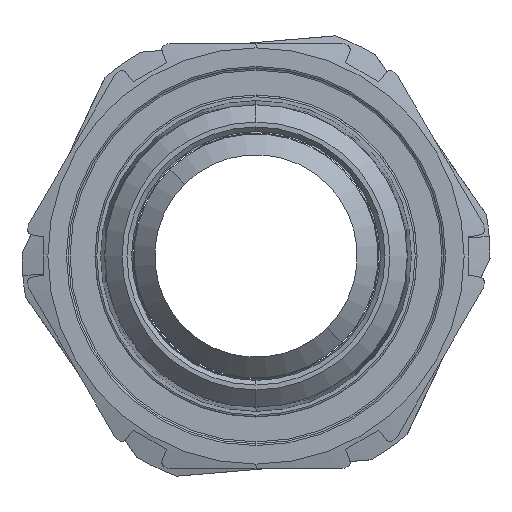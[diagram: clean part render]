
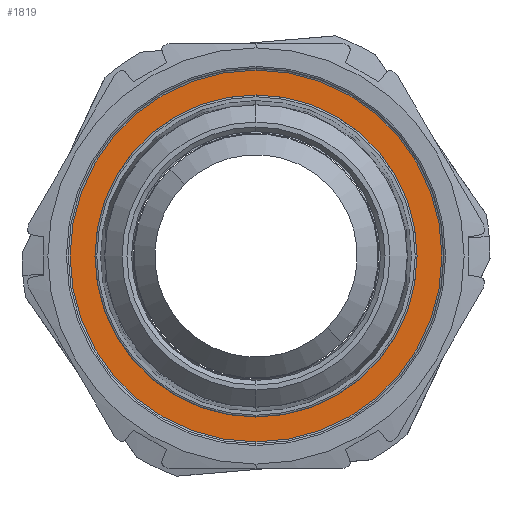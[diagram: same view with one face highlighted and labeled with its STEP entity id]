
A CAD part, left-side view. The second image highlights one B-rep face of the part: STEP entity #1819.
In plain terms, the highlighted planar face has unit normal (-1, 0, 0).
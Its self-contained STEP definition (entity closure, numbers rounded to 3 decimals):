
#3 = EDGE_LOOP ( 'NONE', ( #26, #2432 ) ) ;
#26 = ORIENTED_EDGE ( 'NONE', *, *, #3549, .T. ) ;
#85 = AXIS2_PLACEMENT_3D ( 'NONE', #2500, #1880, #910 ) ;
#130 = DIRECTION ( 'NONE',  ( 0., 0., 1. ) ) ;
#156 = AXIS2_PLACEMENT_3D ( 'NONE', #4022, #1743, #130 ) ;
#399 = CARTESIAN_POINT ( 'NONE',  ( 27.4, 0., 20.1 ) ) ;
#543 = AXIS2_PLACEMENT_3D ( 'NONE', #2254, #1011, #2893 ) ;
#726 = EDGE_LOOP ( 'NONE', ( #1588, #1314 ) ) ;
#823 = DIRECTION ( 'NONE',  ( -1., 0., 0. ) ) ;
#869 = CARTESIAN_POINT ( 'NONE',  ( 27.4, 0., 0. ) ) ;
#884 = EDGE_CURVE ( 'NONE', #2281, #1916, #2772, .T. ) ;
#910 = DIRECTION ( 'NONE',  ( 0., 0., 1. ) ) ;
#1011 = DIRECTION ( 'NONE',  ( -1., 0., 0. ) ) ;
#1113 = CARTESIAN_POINT ( 'NONE',  ( 27.4, 0., 17.352 ) ) ;
#1314 = ORIENTED_EDGE ( 'NONE', *, *, #2538, .T. ) ;
#1588 = ORIENTED_EDGE ( 'NONE', *, *, #1718, .T. ) ;
#1718 = EDGE_CURVE ( 'NONE', #3006, #2869, #4060, .T. ) ;
#1743 = DIRECTION ( 'NONE',  ( 1., 0., 0. ) ) ;
#1819 = ADVANCED_FACE ( 'NONE', ( #2238, #3390 ), #3572, .T. ) ;
#1880 = DIRECTION ( 'NONE',  ( -1., 0., 0. ) ) ;
#1916 = VERTEX_POINT ( 'NONE', #399 ) ;
#2052 = CARTESIAN_POINT ( 'NONE',  ( 27.4, 0., -17.352 ) ) ;
#2238 = FACE_BOUND ( 'NONE', #726, .T. ) ;
#2254 = CARTESIAN_POINT ( 'NONE',  ( 27.4, 17.117, 0. ) ) ;
#2281 = VERTEX_POINT ( 'NONE', #4095 ) ;
#2432 = ORIENTED_EDGE ( 'NONE', *, *, #884, .T. ) ;
#2500 = CARTESIAN_POINT ( 'NONE',  ( 27.4, 0., 0. ) ) ;
#2538 = EDGE_CURVE ( 'NONE', #2869, #3006, #3611, .T. ) ;
#2544 = CIRCLE ( 'NONE', #85, 20.1 ) ;
#2772 = CIRCLE ( 'NONE', #3445, 20.1 ) ;
#2784 = DIRECTION ( 'NONE',  ( 0., 0., 1. ) ) ;
#2829 = CARTESIAN_POINT ( 'NONE',  ( 27.4, 0., 0. ) ) ;
#2869 = VERTEX_POINT ( 'NONE', #2052 ) ;
#2893 = DIRECTION ( 'NONE',  ( 0., 0., 1. ) ) ;
#3006 = VERTEX_POINT ( 'NONE', #1113 ) ;
#3159 = DIRECTION ( 'NONE',  ( 1., 0., 0. ) ) ;
#3193 = DIRECTION ( 'NONE',  ( 0., 0., 1. ) ) ;
#3390 = FACE_OUTER_BOUND ( 'NONE', #3, .T. ) ;
#3445 = AXIS2_PLACEMENT_3D ( 'NONE', #869, #823, #2784 ) ;
#3533 = AXIS2_PLACEMENT_3D ( 'NONE', #2829, #3159, #3193 ) ;
#3549 = EDGE_CURVE ( 'NONE', #1916, #2281, #2544, .T. ) ;
#3572 = PLANE ( 'NONE',  #543 ) ;
#3611 = CIRCLE ( 'NONE', #156, 17.352 ) ;
#4022 = CARTESIAN_POINT ( 'NONE',  ( 27.4, 0., 0. ) ) ;
#4060 = CIRCLE ( 'NONE', #3533, 17.352 ) ;
#4095 = CARTESIAN_POINT ( 'NONE',  ( 27.4, 0., -20.1 ) ) ;
